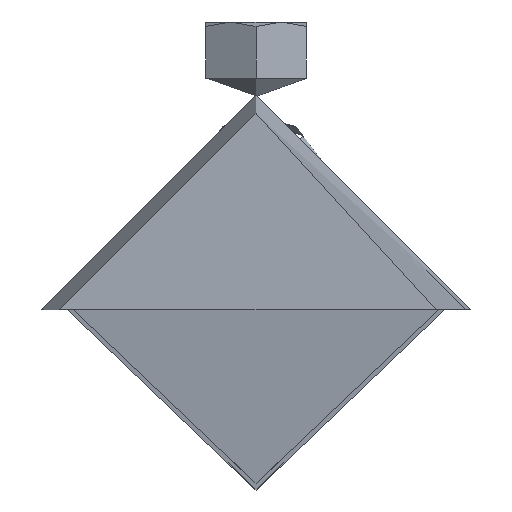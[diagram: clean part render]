
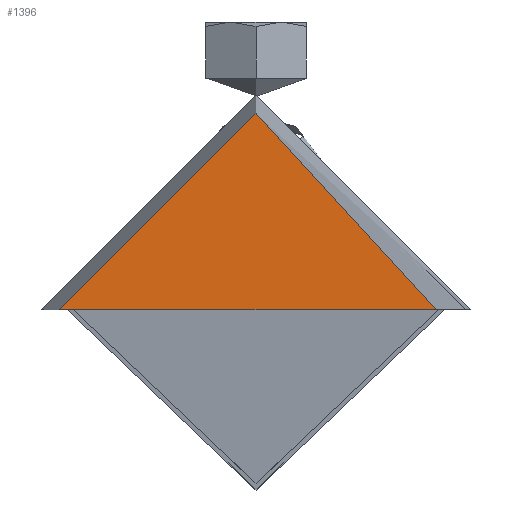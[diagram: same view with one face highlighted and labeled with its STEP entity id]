
A CAD part, left-side view. The second image highlights one B-rep face of the part: STEP entity #1396.
In plain terms, the highlighted free-form (B-spline) face has degree [1, 1] with [2, 2] control points.
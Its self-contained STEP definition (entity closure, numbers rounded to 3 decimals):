
#1396 = ADVANCED_FACE('',(#1397,#1419),#1441,.T.);
#1397 = FACE_BOUND('',#1398,.T.);
#1398 = EDGE_LOOP('',(#1399,#1409));
#1399 = ORIENTED_EDGE('',*,*,#1400,.F.);
#1400 = EDGE_CURVE('',#1401,#1403,#1405,.T.);
#1401 = VERTEX_POINT('',#1402);
#1402 = CARTESIAN_POINT('',(0.,58.9,0.));
#1403 = VERTEX_POINT('',#1404);
#1404 = CARTESIAN_POINT('',(0.,0.,58.9));
#1405 = ( BOUNDED_CURVE() B_SPLINE_CURVE(2,(#1406,#1407,#1408),
.UNSPECIFIED.,.F.,.F.) B_SPLINE_CURVE_WITH_KNOTS((3,3),(0.,
1.571),.PIECEWISE_BEZIER_KNOTS.) CURVE() 
GEOMETRIC_REPRESENTATION_ITEM() RATIONAL_B_SPLINE_CURVE((1.,
0.707,1.)) REPRESENTATION_ITEM('') );
#1406 = CARTESIAN_POINT('',(0.,58.9,0.));
#1407 = CARTESIAN_POINT('',(0.,58.9,58.9));
#1408 = CARTESIAN_POINT('',(0.,0.,58.9));
#1409 = ORIENTED_EDGE('',*,*,#1410,.F.);
#1410 = EDGE_CURVE('',#1403,#1401,#1411,.T.);
#1411 = ( BOUNDED_CURVE() B_SPLINE_CURVE(2,(#1412,#1413,#1414,#1415,
#1416,#1417,#1418),.UNSPECIFIED.,.F.,.F.) B_SPLINE_CURVE_WITH_KNOTS((3,2
    ,2,3),(1.571,3.142,4.712,6.283),
.UNSPECIFIED.) CURVE() GEOMETRIC_REPRESENTATION_ITEM() 
RATIONAL_B_SPLINE_CURVE((1.,0.707,1.,0.707,1.,
0.707,1.)) REPRESENTATION_ITEM('') );
#1412 = CARTESIAN_POINT('',(0.,0.,58.9));
#1413 = CARTESIAN_POINT('',(0.,-58.9,58.9));
#1414 = CARTESIAN_POINT('',(0.,-58.9,0.));
#1415 = CARTESIAN_POINT('',(0.,-58.9,-58.9));
#1416 = CARTESIAN_POINT('',(0.,0.,-58.9));
#1417 = CARTESIAN_POINT('',(0.,58.9,-58.9));
#1418 = CARTESIAN_POINT('',(0.,58.9,0.));
#1419 = FACE_BOUND('',#1420,.T.);
#1420 = EDGE_LOOP('',(#1421,#1433));
#1421 = ORIENTED_EDGE('',*,*,#1422,.T.);
#1422 = EDGE_CURVE('',#1423,#1425,#1427,.T.);
#1423 = VERTEX_POINT('',#1424);
#1424 = CARTESIAN_POINT('',(0.,54.,0.));
#1425 = VERTEX_POINT('',#1426);
#1426 = CARTESIAN_POINT('',(0.,-54.,0.));
#1427 = ( BOUNDED_CURVE() B_SPLINE_CURVE(2,(#1428,#1429,#1430,#1431,
#1432),.UNSPECIFIED.,.F.,.F.) B_SPLINE_CURVE_WITH_KNOTS((3,2,3),(0.,
1.571,3.142),.UNSPECIFIED.) CURVE() 
GEOMETRIC_REPRESENTATION_ITEM() RATIONAL_B_SPLINE_CURVE((1.,
0.707,1.,0.707,1.)) REPRESENTATION_ITEM('') );
#1428 = CARTESIAN_POINT('',(0.,54.,0.));
#1429 = CARTESIAN_POINT('',(0.,54.,54.));
#1430 = CARTESIAN_POINT('',(0.,0.,54.));
#1431 = CARTESIAN_POINT('',(0.,-54.,54.));
#1432 = CARTESIAN_POINT('',(0.,-54.,0.));
#1433 = ORIENTED_EDGE('',*,*,#1434,.T.);
#1434 = EDGE_CURVE('',#1425,#1423,#1435,.T.);
#1435 = ( BOUNDED_CURVE() B_SPLINE_CURVE(2,(#1436,#1437,#1438,#1439,
#1440),.UNSPECIFIED.,.F.,.F.) B_SPLINE_CURVE_WITH_KNOTS((3,2,3),(
    3.142,4.712,6.283),
.PIECEWISE_BEZIER_KNOTS.) CURVE() GEOMETRIC_REPRESENTATION_ITEM() 
RATIONAL_B_SPLINE_CURVE((1.,0.707,1.,0.707,1.)) 
REPRESENTATION_ITEM('') );
#1436 = CARTESIAN_POINT('',(0.,-54.,0.));
#1437 = CARTESIAN_POINT('',(0.,-54.,-54.));
#1438 = CARTESIAN_POINT('',(0.,0.,-54.));
#1439 = CARTESIAN_POINT('',(0.,54.,-54.));
#1440 = CARTESIAN_POINT('',(0.,54.,0.));
#1441 = B_SPLINE_SURFACE_WITH_KNOTS('',1,1,(
    (#1442,#1443)
    ,(#1444,#1445
  )),.UNSPECIFIED.,.F.,.F.,.F.,(2,2),(2,2),(-5.891,5.891),(-11.536,0.246
    ),.PIECEWISE_BEZIER_KNOTS.);
#1442 = CARTESIAN_POINT('',(0.,-58.91,-58.91));
#1443 = CARTESIAN_POINT('',(0.,58.91,-58.91));
#1444 = CARTESIAN_POINT('',(0.,-58.91,58.91));
#1445 = CARTESIAN_POINT('',(0.,58.91,58.91));
